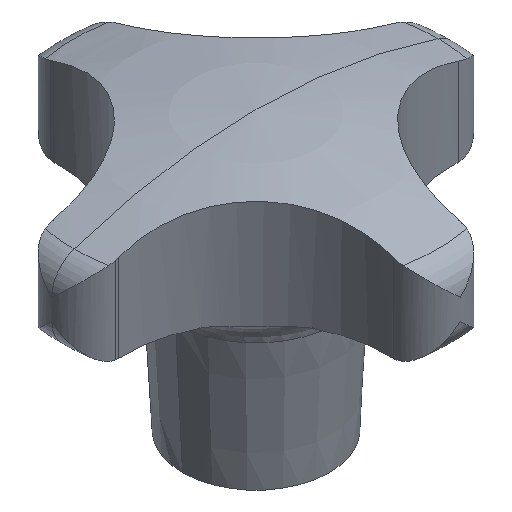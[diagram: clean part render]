
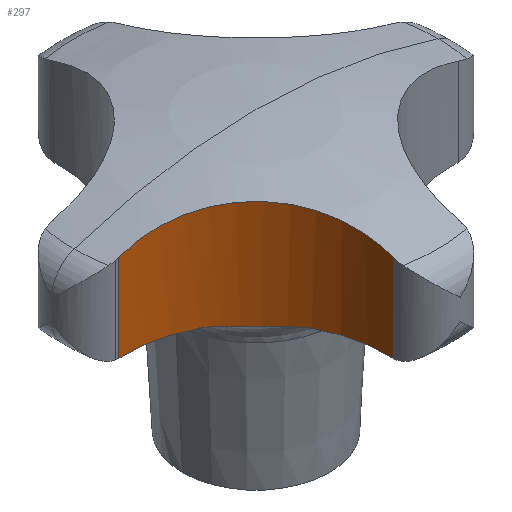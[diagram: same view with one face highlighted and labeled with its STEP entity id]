
A CAD part, isometric view. The second image highlights one B-rep face of the part: STEP entity #297.
In plain terms, the highlighted cylindrical face has radius 16 mm (diameter 32 mm), a partial arc.
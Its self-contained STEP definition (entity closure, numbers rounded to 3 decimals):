
#281=VERTEX_POINT('',#712);
#285=EDGE_CURVE('',#281,#373,#716,.T.);
#291=VERTEX_POINT('',#723);
#297=ADVANCED_FACE('',(#729),#730,.F.);
#315=EDGE_CURVE('',#561,#595,#748,.T.);
#373=VERTEX_POINT('',#810);
#385=VERTEX_POINT('',#824);
#395=EDGE_CURVE('',#467,#385,#834,.T.);
#417=EDGE_CURVE('',#291,#281,#857,.T.);
#459=EDGE_CURVE('',#467,#499,#902,.T.);
#467=VERTEX_POINT('',#910);
#499=VERTEX_POINT('',#944);
#531=EDGE_CURVE('',#385,#561,#980,.T.);
#561=VERTEX_POINT('',#1012);
#583=EDGE_CURVE('',#595,#291,#1037,.T.);
#595=VERTEX_POINT('',#1050);
#607=EDGE_CURVE('',#373,#499,#1062,.T.);
#712=CARTESIAN_POINT('',(-20.795,-3.995,20.004));
#716=LINE('',#1266,#1267);
#723=CARTESIAN_POINT('',(-20.618,-3.987,20.0));
#729=FACE_OUTER_BOUND('',#1304,.T.);
#730=CYLINDRICAL_SURFACE('',#1305,16.0);
#748=B_SPLINE_CURVE_WITH_KNOTS('',3,(#1375,#1376,#1377,#1378,#1379,#1380,#1381,#1382,#1383,#1384,#1385,#1386,#1387,#1388,#1389,#1390,#1391,#1392),.UNSPECIFIED.,.F.,.F.,(4,2,2,2,2,2,2,2,4),(-11.174,-10.365,-8.808,-7.544,-6.793,-6.136,-5.326,-3.814,-1.86),.UNSPECIFIED.);
#810=CARTESIAN_POINT('',(-20.795,-3.995,30.72));
#824=CARTESIAN_POINT('',(-3.987,-20.618,20.0));
#834=B_SPLINE_CURVE_WITH_KNOTS('',3,(#1587,#1588,#1589,#1590),.UNSPECIFIED.,.F.,.F.,(4,4),(-6.619,-6.441),.UNSPECIFIED.);
#857=B_SPLINE_CURVE_WITH_KNOTS('',3,(#1644,#1645,#1646,#1647),.UNSPECIFIED.,.F.,.F.,(4,4),(-0.586,-0.409),.UNSPECIFIED.);
#902=LINE('',#1726,#1727);
#910=CARTESIAN_POINT('',(-3.995,-20.795,20.004));
#944=CARTESIAN_POINT('',(-3.995,-20.795,30.72));
#980=CIRCLE('',#1896,16.0);
#1012=CARTESIAN_POINT('',(-5.786,-12.577,20.0));
#1037=CIRCLE('',#2010,16.0);
#1050=CARTESIAN_POINT('',(-12.577,-5.786,20.0));
#1062=B_SPLINE_CURVE_WITH_KNOTS('',3,(#2057,#2058,#2059,#2060,#2061,#2062,#2063,#2064,#2065,#2066,#2067,#2068,#2069,#2070,#2071,#2072,#2073,#2074,#2075,#2076,#2077,#2078,#2079,#2080,#2081,#2082,#2083,#2084),.UNSPECIFIED.,.F.,.F.,(4,2,2,2,2,2,2,2,2,2,2,2,2,4),(33.115,34.92,36.725,38.531,40.336,42.141,43.946,45.751,47.556,49.377,51.197,54.838,58.478,59.506),.UNSPECIFIED.);
#1266=CARTESIAN_POINT('',(-20.795,-3.995,0.));
#1267=VECTOR('',#2256,1.0);
#1304=EDGE_LOOP('',(#2268,#2269,#2270,#2271,#2272,#2273,#2274,#2275));
#1305=AXIS2_PLACEMENT_3D('',#2276,#2277,#2278);
#1375=CARTESIAN_POINT('',(-5.786,-12.577,20.0));
#1376=CARTESIAN_POINT('',(-5.917,-12.326,20.0));
#1377=CARTESIAN_POINT('',(-6.054,-12.079,19.989));
#1378=CARTESIAN_POINT('',(-6.474,-11.368,19.936));
#1379=CARTESIAN_POINT('',(-6.774,-10.914,19.875));
#1380=CARTESIAN_POINT('',(-7.36,-10.121,19.773));
#1381=CARTESIAN_POINT('',(-7.637,-9.775,19.73));
#1382=CARTESIAN_POINT('',(-8.107,-9.239,19.685));
#1383=CARTESIAN_POINT('',(-8.285,-9.044,19.674));
#1384=CARTESIAN_POINT('',(-8.632,-8.686,19.666));
#1385=CARTESIAN_POINT('',(-8.797,-8.523,19.667));
#1386=CARTESIAN_POINT('',(-9.174,-8.165,19.681));
#1387=CARTESIAN_POINT('',(-9.386,-7.975,19.696));
#1388=CARTESIAN_POINT('',(-10.01,-7.443,19.756));
#1389=CARTESIAN_POINT('',(-10.432,-7.119,19.814));
#1390=CARTESIAN_POINT('',(-11.422,-6.434,19.939));
#1391=CARTESIAN_POINT('',(-11.995,-6.09,20.0));
#1392=CARTESIAN_POINT('',(-12.577,-5.786,20.0));
#1587=CARTESIAN_POINT('',(-3.995,-20.795,20.004));
#1588=CARTESIAN_POINT('',(-3.992,-20.736,20.001));
#1589=CARTESIAN_POINT('',(-3.989,-20.677,20.0));
#1590=CARTESIAN_POINT('',(-3.987,-20.618,20.0));
#1644=CARTESIAN_POINT('',(-20.618,-3.987,20.0));
#1645=CARTESIAN_POINT('',(-20.677,-3.989,20.0));
#1646=CARTESIAN_POINT('',(-20.736,-3.992,20.001));
#1647=CARTESIAN_POINT('',(-20.795,-3.995,20.004));
#1726=CARTESIAN_POINT('',(-3.995,-20.795,0.));
#1727=VECTOR('',#2419,1.0);
#1896=AXIS2_PLACEMENT_3D('',#2501,#2502,#2503);
#2010=AXIS2_PLACEMENT_3D('',#2575,#2576,#2577);
#2057=CARTESIAN_POINT('',(-20.795,-3.995,30.72));
#2058=CARTESIAN_POINT('',(-20.221,-3.965,30.901));
#2059=CARTESIAN_POINT('',(-19.635,-3.966,31.075));
#2060=CARTESIAN_POINT('',(-18.451,-4.035,31.407));
#2061=CARTESIAN_POINT('',(-17.852,-4.103,31.564));
#2062=CARTESIAN_POINT('',(-16.656,-4.31,31.856));
#2063=CARTESIAN_POINT('',(-16.058,-4.448,31.991));
#2064=CARTESIAN_POINT('',(-14.876,-4.795,32.236));
#2065=CARTESIAN_POINT('',(-14.292,-5.004,32.345));
#2066=CARTESIAN_POINT('',(-13.15,-5.488,32.537));
#2067=CARTESIAN_POINT('',(-12.592,-5.765,32.619));
#2068=CARTESIAN_POINT('',(-11.51,-6.381,32.755));
#2069=CARTESIAN_POINT('',(-10.988,-6.721,32.808));
#2070=CARTESIAN_POINT('',(-9.99,-7.456,32.884));
#2071=CARTESIAN_POINT('',(-9.513,-7.851,32.907));
#2072=CARTESIAN_POINT('',(-8.616,-8.687,32.925));
#2073=CARTESIAN_POINT('',(-8.195,-9.128,32.919));
#2074=CARTESIAN_POINT('',(-7.411,-10.047,32.88));
#2075=CARTESIAN_POINT('',(-7.039,-10.535,32.846));
#2076=CARTESIAN_POINT('',(-6.352,-11.558,32.749));
#2077=CARTESIAN_POINT('',(-6.035,-12.093,32.686));
#2078=CARTESIAN_POINT('',(-5.181,-13.751,32.452));
#2079=CARTESIAN_POINT('',(-4.739,-14.928,32.237));
#2080=CARTESIAN_POINT('',(-4.144,-17.335,31.705));
#2081=CARTESIAN_POINT('',(-3.99,-18.567,31.386));
#2082=CARTESIAN_POINT('',(-3.971,-20.118,30.93));
#2083=CARTESIAN_POINT('',(-3.977,-20.458,30.826));
#2084=CARTESIAN_POINT('',(-3.995,-20.795,30.72));
#2256=DIRECTION('',(0.0,0.,1.0));
#2268=ORIENTED_EDGE('',*,*,#607,.F.);
#2269=ORIENTED_EDGE('',*,*,#285,.F.);
#2270=ORIENTED_EDGE('',*,*,#417,.F.);
#2271=ORIENTED_EDGE('',*,*,#583,.F.);
#2272=ORIENTED_EDGE('',*,*,#315,.F.);
#2273=ORIENTED_EDGE('',*,*,#531,.F.);
#2274=ORIENTED_EDGE('',*,*,#395,.F.);
#2275=ORIENTED_EDGE('',*,*,#459,.T.);
#2276=CARTESIAN_POINT('',(-19.974,-19.974,0.));
#2277=DIRECTION('',(-0.0,0.,-1.0));
#2278=DIRECTION('',(-0.051,0.999,0.));
#2419=DIRECTION('',(0.0,0.,1.0));
#2501=CARTESIAN_POINT('',(-19.974,-19.974,20.0));
#2502=DIRECTION('',(0.,0.,1.0));
#2503=DIRECTION('',(-0.051,0.999,0.));
#2575=CARTESIAN_POINT('',(-19.974,-19.974,20.0));
#2576=DIRECTION('',(0.,0.,1.0));
#2577=DIRECTION('',(-0.051,0.999,0.));
